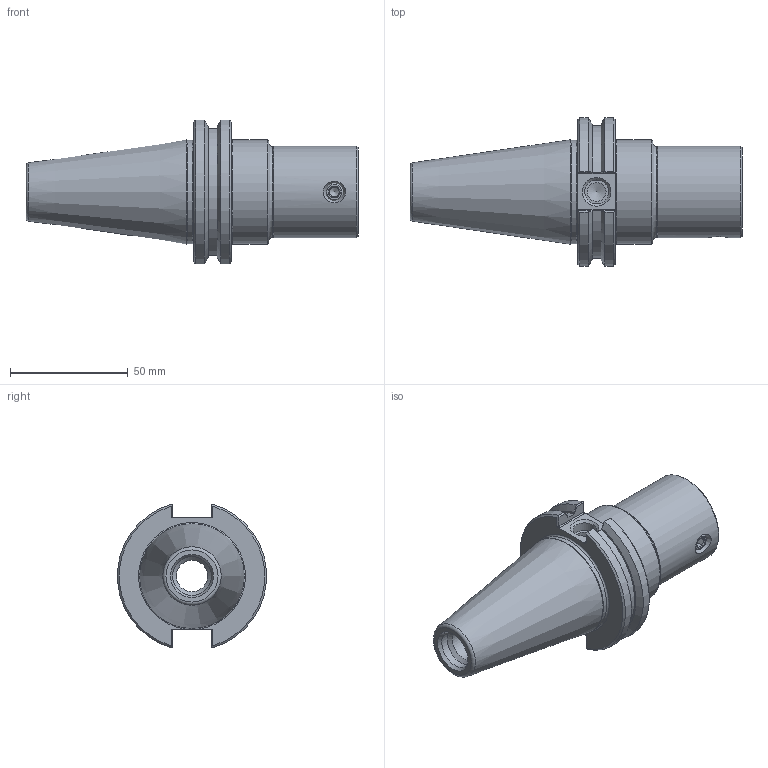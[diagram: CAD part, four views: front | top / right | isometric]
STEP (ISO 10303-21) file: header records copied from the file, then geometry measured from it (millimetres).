
FILE_DESCRIPTION(/* description */ ('PC SHANK'),/* implementation_level */ '2;1');
FILE_NAME(/* name */ 'C40-PC4-3.stp',/* time_stamp */ '2018-09-25T11:39:28-04:00',/* author */ ('dhartman'),/* organization */ (''),/* preprocessor_version */ 'ST-DEVELOPER v17',/* originating_system */ 'Autodesk Inventor 2018',/* authorisation */ '');
FILE_SCHEMA (('AUTOMOTIVE_DESIGN { 1 0 10303 214 3 1 1 }'));
Length unit declared in the file: inch
Products named in the file (3): C40-PC4-3; C40-PC4-3-1; 880-004
Assembly tree (2 placements, depth 2):
  C40-PC4-3
    C40-PC4-3-1
    880-004
Bounding box: 141.25 x 63.26 x 61.11 mm (x, y, z)
Volume: 155565.1 mm3; surface area: 30559.2 mm2
Topology: 2 solids, 2 shells, 146 faces, 407 edges, 266 vertices
Faces by surface type: plane 61, cylinder 39, cone 33, bspline 8, torus 5
Full cylindrical faces by diameter (mm): 4.013 x1, 7.188 x1, 8 x1, 8.001 x1, 10.135 x1, 13.386 x1, 16.459 x1, 22.001 x1, 22.86 x1, 38.481 x1, 38.989 x1, 43.942 x1, 44.45 x1
Entity records: 5909 total; most frequent: CARTESIAN_POINT 2092, ORIENTED_EDGE 810, DIRECTION 764, EDGE_CURVE 405, AXIS2_PLACEMENT_3D 294, VERTEX_POINT 266, LINE 176, VECTOR 176
